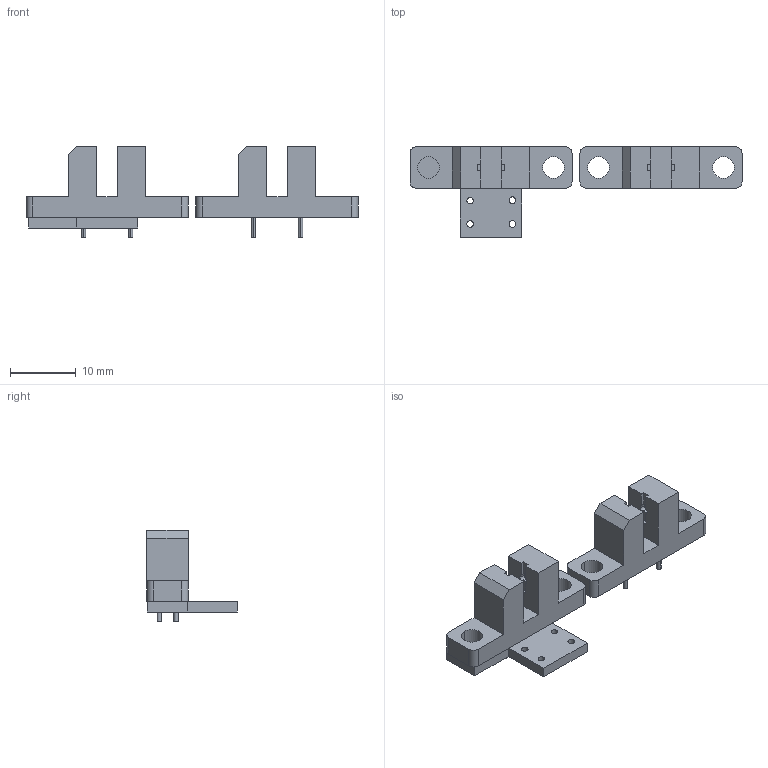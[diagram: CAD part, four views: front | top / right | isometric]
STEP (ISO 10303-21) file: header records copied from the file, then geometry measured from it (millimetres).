
FILE_DESCRIPTION(('KiCad electronic assembly'),'2;1');
FILE_NAME('SensorsBoard.step','2019-02-17T19:34:02',('An Author'),( 'A Company'),'Open CASCADE STEP processor 6.8', 'KiCad to STEP converter','Unknown');
FILE_SCHEMA(('AUTOMOTIVE_DESIGN_CC2 { 1 2 10303 214 -1 1 5 4 }'));
Length unit declared in the file: millimetre
Products named in the file (4): Open CASCADE STEP translator 6.8 1; opbh21a10; SOLID; COMPOUND
Assembly tree (4 placements, depth 3):
  Open CASCADE STEP translator 6.8 1
    opbh21a10  x2
      SOLID
    COMPOUND
Bounding box: 50.61 x 13.82 x 14.02 mm (x, y, z)
Volume: 1963.6 mm3; surface area: 2259.7 mm2
Topology: 3 solids, 3 shells, 126 faces, 336 edges, 224 vertices
Faces by surface type: plane 78, cylinder 48
Full cylindrical faces by diameter (mm): 1 x8
Entity records: 6979 total; most frequent: CARTESIAN_POINT 3181, DIRECTION 669, ORIENTED_EDGE 378, PCURVE 378, DEFINITIONAL_REPRESENTATION 378, LINE 343, VECTOR 343, EDGE_CURVE 189
